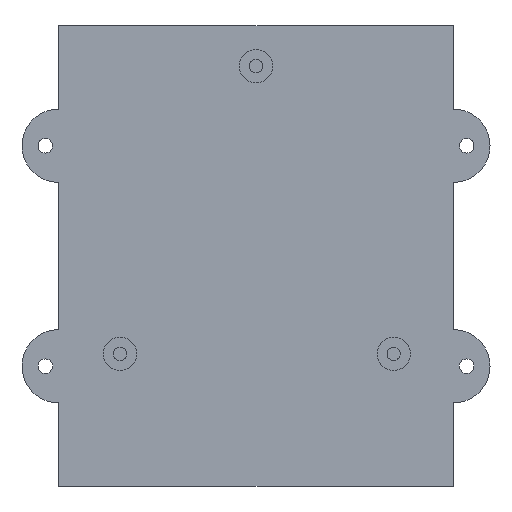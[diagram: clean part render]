
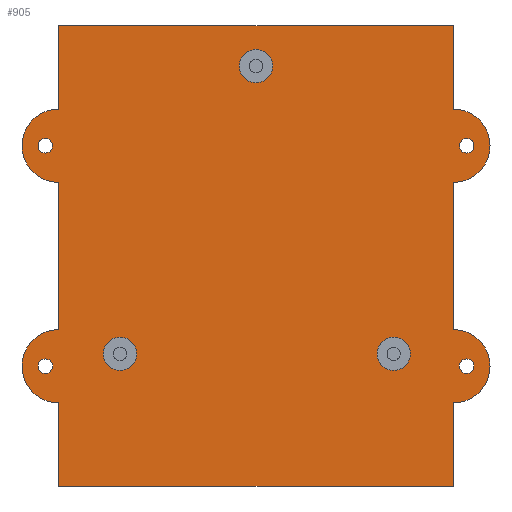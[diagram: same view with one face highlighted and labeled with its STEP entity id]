
A CAD part, top view. The second image highlights one B-rep face of the part: STEP entity #905.
In plain terms, the highlighted planar face has unit normal (0, 0, 1).
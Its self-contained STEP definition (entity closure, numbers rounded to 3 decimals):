
#52=FACE_BOUND('',#230,.T.);
#53=FACE_BOUND('',#231,.T.);
#54=FACE_BOUND('',#232,.T.);
#55=FACE_BOUND('',#233,.T.);
#56=FACE_BOUND('',#234,.T.);
#57=FACE_BOUND('',#235,.T.);
#58=FACE_BOUND('',#236,.T.);
#64=CIRCLE('',#935,2.5);
#67=CIRCLE('',#940,2.5);
#70=CIRCLE('',#945,2.5);
#80=CIRCLE('',#976,1.1);
#83=CIRCLE('',#981,1.1);
#86=CIRCLE('',#986,1.1);
#89=CIRCLE('',#991,1.1);
#92=CIRCLE('',#997,5.5);
#95=CIRCLE('',#1003,5.5);
#99=CIRCLE('',#1010,5.5);
#103=CIRCLE('',#1017,5.5);
#161=FACE_OUTER_BOUND('',#229,.T.);
#229=EDGE_LOOP('',(#795,#796,#797,#798,#799,#800,#801,#802,#803,#804,#805,
#806));
#230=EDGE_LOOP('',(#807));
#231=EDGE_LOOP('',(#808));
#232=EDGE_LOOP('',(#809));
#233=EDGE_LOOP('',(#810));
#234=EDGE_LOOP('',(#811));
#235=EDGE_LOOP('',(#812));
#236=EDGE_LOOP('',(#813));
#264=LINE('',#1377,#337);
#267=LINE('',#1382,#340);
#287=LINE('',#1465,#360);
#290=LINE('',#1470,#363);
#292=LINE('',#1475,#365);
#295=LINE('',#1481,#368);
#308=LINE('',#1558,#381);
#309=LINE('',#1560,#382);
#337=VECTOR('',#1078,10.);
#340=VECTOR('',#1083,10.);
#360=VECTOR('',#1179,10.);
#363=VECTOR('',#1184,10.);
#365=VECTOR('',#1188,10.);
#368=VECTOR('',#1193,10.);
#381=VECTOR('',#1302,10.);
#382=VECTOR('',#1305,10.);
#408=VERTEX_POINT('',#1374);
#409=VERTEX_POINT('',#1376);
#410=VERTEX_POINT('',#1380);
#412=VERTEX_POINT('',#1386);
#415=VERTEX_POINT('',#1395);
#418=VERTEX_POINT('',#1404);
#434=VERTEX_POINT('',#1462);
#435=VERTEX_POINT('',#1464);
#436=VERTEX_POINT('',#1468);
#437=VERTEX_POINT('',#1472);
#438=VERTEX_POINT('',#1474);
#439=VERTEX_POINT('',#1478);
#440=VERTEX_POINT('',#1480);
#442=VERTEX_POINT('',#1486);
#445=VERTEX_POINT('',#1495);
#448=VERTEX_POINT('',#1504);
#451=VERTEX_POINT('',#1513);
#454=VERTEX_POINT('',#1539);
#456=VERTEX_POINT('',#1550);
#488=EDGE_CURVE('',#409,#408,#264,.T.);
#491=EDGE_CURVE('',#408,#410,#267,.T.);
#494=EDGE_CURVE('',#412,#412,#64,.T.);
#498=EDGE_CURVE('',#415,#415,#67,.T.);
#502=EDGE_CURVE('',#418,#418,#70,.T.);
#527=EDGE_CURVE('',#435,#434,#287,.T.);
#530=EDGE_CURVE('',#410,#436,#290,.T.);
#532=EDGE_CURVE('',#438,#437,#292,.T.);
#535=EDGE_CURVE('',#440,#439,#295,.T.);
#539=EDGE_CURVE('',#442,#442,#80,.T.);
#543=EDGE_CURVE('',#445,#445,#83,.T.);
#547=EDGE_CURVE('',#448,#448,#86,.T.);
#551=EDGE_CURVE('',#451,#451,#89,.T.);
#555=EDGE_CURVE('',#437,#435,#92,.T.);
#559=EDGE_CURVE('',#436,#438,#95,.T.);
#564=EDGE_CURVE('',#439,#454,#99,.T.);
#570=EDGE_CURVE('',#456,#409,#103,.T.);
#574=EDGE_CURVE('',#434,#440,#308,.T.);
#575=EDGE_CURVE('',#454,#456,#309,.T.);
#795=ORIENTED_EDGE('',*,*,#555,.T.);
#796=ORIENTED_EDGE('',*,*,#527,.T.);
#797=ORIENTED_EDGE('',*,*,#574,.T.);
#798=ORIENTED_EDGE('',*,*,#535,.T.);
#799=ORIENTED_EDGE('',*,*,#564,.T.);
#800=ORIENTED_EDGE('',*,*,#575,.T.);
#801=ORIENTED_EDGE('',*,*,#570,.T.);
#802=ORIENTED_EDGE('',*,*,#488,.T.);
#803=ORIENTED_EDGE('',*,*,#491,.T.);
#804=ORIENTED_EDGE('',*,*,#530,.T.);
#805=ORIENTED_EDGE('',*,*,#559,.T.);
#806=ORIENTED_EDGE('',*,*,#532,.T.);
#807=ORIENTED_EDGE('',*,*,#494,.T.);
#808=ORIENTED_EDGE('',*,*,#498,.T.);
#809=ORIENTED_EDGE('',*,*,#502,.T.);
#810=ORIENTED_EDGE('',*,*,#539,.T.);
#811=ORIENTED_EDGE('',*,*,#543,.T.);
#812=ORIENTED_EDGE('',*,*,#547,.T.);
#813=ORIENTED_EDGE('',*,*,#551,.T.);
#848=PLANE('',#1023);
#905=ADVANCED_FACE('',(#161,#52,#53,#54,#55,#56,#57,#58),#848,.T.);
#935=AXIS2_PLACEMENT_3D('',#1388,#1089,#1090);
#940=AXIS2_PLACEMENT_3D('',#1397,#1100,#1101);
#945=AXIS2_PLACEMENT_3D('',#1406,#1111,#1112);
#976=AXIS2_PLACEMENT_3D('',#1488,#1200,#1201);
#981=AXIS2_PLACEMENT_3D('',#1497,#1211,#1212);
#986=AXIS2_PLACEMENT_3D('',#1506,#1222,#1223);
#991=AXIS2_PLACEMENT_3D('',#1515,#1233,#1234);
#997=AXIS2_PLACEMENT_3D('',#1523,#1246,#1247);
#1003=AXIS2_PLACEMENT_3D('',#1530,#1259,#1260);
#1010=AXIS2_PLACEMENT_3D('',#1540,#1274,#1275);
#1017=AXIS2_PLACEMENT_3D('',#1551,#1290,#1291);
#1023=AXIS2_PLACEMENT_3D('',#1561,#1306,#1307);
#1078=DIRECTION('',(0.,-1.,0.));
#1083=DIRECTION('',(1.,0.,0.));
#1089=DIRECTION('center_axis',(0.,0.,-1.));
#1090=DIRECTION('ref_axis',(-1.,0.,0.));
#1100=DIRECTION('center_axis',(0.,0.,-1.));
#1101=DIRECTION('ref_axis',(-1.,0.,0.));
#1111=DIRECTION('center_axis',(0.,0.,-1.));
#1112=DIRECTION('ref_axis',(-1.,0.,0.));
#1179=DIRECTION('',(0.,1.,0.));
#1184=DIRECTION('',(0.,1.,0.));
#1188=DIRECTION('',(0.,1.,0.));
#1193=DIRECTION('',(0.,-1.,0.));
#1200=DIRECTION('center_axis',(0.,0.,-1.));
#1201=DIRECTION('ref_axis',(1.,0.,0.));
#1211=DIRECTION('center_axis',(0.,0.,-1.));
#1212=DIRECTION('ref_axis',(1.,0.,0.));
#1222=DIRECTION('center_axis',(0.,0.,-1.));
#1223=DIRECTION('ref_axis',(1.,0.,0.));
#1233=DIRECTION('center_axis',(0.,0.,-1.));
#1234=DIRECTION('ref_axis',(1.,0.,0.));
#1246=DIRECTION('center_axis',(0.,0.,1.));
#1247=DIRECTION('ref_axis',(0.,-1.,0.));
#1259=DIRECTION('center_axis',(0.,0.,1.));
#1260=DIRECTION('ref_axis',(0.,-1.,0.));
#1274=DIRECTION('center_axis',(0.,0.,1.));
#1275=DIRECTION('ref_axis',(0.,1.,0.));
#1290=DIRECTION('center_axis',(0.,0.,1.));
#1291=DIRECTION('ref_axis',(0.,1.,0.));
#1302=DIRECTION('',(-1.,0.,0.));
#1305=DIRECTION('',(0.,-1.,0.));
#1306=DIRECTION('center_axis',(0.,0.,1.));
#1307=DIRECTION('ref_axis',(1.,0.,0.));
#1374=CARTESIAN_POINT('',(0.,0.,0.));
#1376=CARTESIAN_POINT('',(0.,12.5,0.));
#1377=CARTESIAN_POINT('',(0.,69.056,0.));
#1380=CARTESIAN_POINT('',(59.15,0.,0.));
#1382=CARTESIAN_POINT('',(0.,0.,0.));
#1386=CARTESIAN_POINT('',(11.692,19.86,0.));
#1388=CARTESIAN_POINT('Origin',(9.192,19.86,0.));
#1395=CARTESIAN_POINT('',(52.713,19.86,0.));
#1397=CARTESIAN_POINT('Origin',(50.213,19.86,0.));
#1404=CARTESIAN_POINT('',(32.075,62.976,0.));
#1406=CARTESIAN_POINT('Origin',(29.575,62.976,0.));
#1462=CARTESIAN_POINT('',(59.15,69.056,0.));
#1464=CARTESIAN_POINT('',(59.15,56.556,0.));
#1465=CARTESIAN_POINT('',(59.15,0.,0.));
#1468=CARTESIAN_POINT('',(59.15,12.5,0.));
#1470=CARTESIAN_POINT('',(59.15,0.,0.));
#1472=CARTESIAN_POINT('',(59.15,45.556,0.));
#1474=CARTESIAN_POINT('',(59.15,23.5,0.));
#1475=CARTESIAN_POINT('',(59.15,0.,0.));
#1478=CARTESIAN_POINT('',(0.,56.556,0.));
#1480=CARTESIAN_POINT('',(0.,69.056,0.));
#1481=CARTESIAN_POINT('',(0.,69.056,0.));
#1486=CARTESIAN_POINT('',(-3.1,18.,0.));
#1488=CARTESIAN_POINT('Origin',(-2.,18.,0.));
#1495=CARTESIAN_POINT('',(60.05,51.056,0.));
#1497=CARTESIAN_POINT('Origin',(61.15,51.056,0.));
#1504=CARTESIAN_POINT('',(-3.1,51.056,0.));
#1506=CARTESIAN_POINT('Origin',(-2.,51.056,0.));
#1513=CARTESIAN_POINT('',(60.05,18.,0.));
#1515=CARTESIAN_POINT('Origin',(61.15,18.,0.));
#1523=CARTESIAN_POINT('Origin',(59.15,51.056,0.));
#1530=CARTESIAN_POINT('Origin',(59.15,18.,0.));
#1539=CARTESIAN_POINT('',(0.,45.556,0.));
#1540=CARTESIAN_POINT('Origin',(0.,51.056,0.));
#1550=CARTESIAN_POINT('',(0.,23.5,0.));
#1551=CARTESIAN_POINT('Origin',(0.,18.,0.));
#1558=CARTESIAN_POINT('',(59.15,69.056,0.));
#1560=CARTESIAN_POINT('',(0.,69.056,0.));
#1561=CARTESIAN_POINT('Origin',(29.575,34.528,0.));
